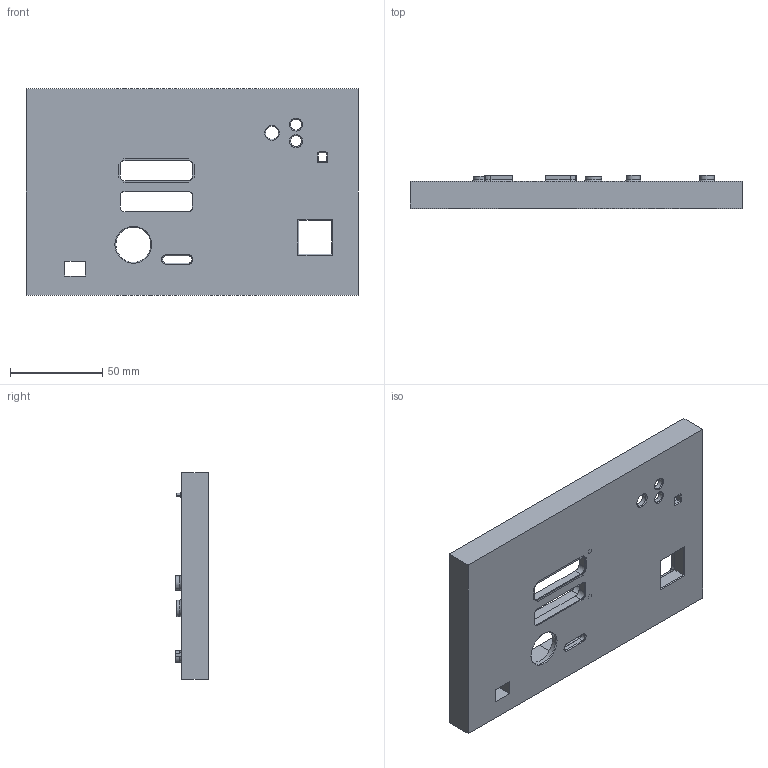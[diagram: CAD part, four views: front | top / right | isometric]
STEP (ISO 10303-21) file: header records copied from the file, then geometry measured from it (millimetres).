
FILE_DESCRIPTION(/* description */ (''),/* implementation_level */ '2;1');
FILE_NAME(/* name */ 'base_wip.step',/* time_stamp */ '2023-10-28T12:48:48+02:00',/* author */ (''),/* organization */ (''),/* preprocessor_version */ 'ST-DEVELOPER v20',/* originating_system */ 'Autodesk Translation Framework v12.9.0.99',/* authorisation */ '');
FILE_SCHEMA (('AUTOMOTIVE_DESIGN { 1 0 10303 214 3 1 1 }'));
Length unit declared in the file: millimetre
Products named in the file (1): base
Bounding box: 180 x 17.8 x 112 mm (x, y, z)
Volume: 168848.5 mm3; surface area: 59792.3 mm2
Topology: 1 solids, 1 shells, 344 faces, 895 edges, 569 vertices
Faces by surface type: plane 174, cylinder 127, cone 31, torus 10, bspline 2
Full cylindrical faces by diameter (mm): 2.2 x2, 2.76 x2, 3.2 x2, 3.8 x6, 4 x2, 6 x2, 6.153 x1, 7 x1, 7.8 x2, 8.876 x2, 19 x1
Entity records: 10810 total; most frequent: CARTESIAN_POINT 2096, DIRECTION 1868, ORIENTED_EDGE 1786, EDGE_CURVE 893, AXIS2_PLACEMENT_3D 658, VERTEX_POINT 569, LINE 552, VECTOR 552
